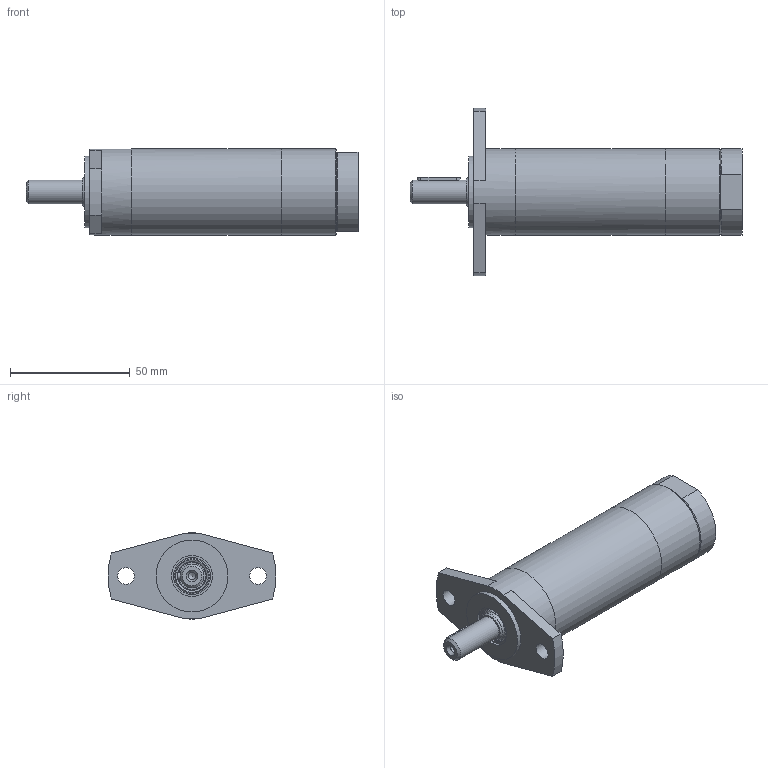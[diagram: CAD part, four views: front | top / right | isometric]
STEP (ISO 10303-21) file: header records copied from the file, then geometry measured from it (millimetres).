
FILE_DESCRIPTION(/* description */ (''),/* implementation_level */ '2;1');
FILE_NAME(/* name */ 'MUD 16-6500 F55_60030287.stp',/* time_stamp */ '2018-11-12T10:35:26+01:00',/* author */ ('flambert'),/* organization */ (''),/* preprocessor_version */ 'ST-DEVELOPER v17',/* originating_system */ 'Autodesk Inventor 2018',/* authorisation */ '');
FILE_SCHEMA (('AUTOMOTIVE_DESIGN { 1 0 10303 214 3 1 1 }'));
Length unit declared in the file: millimetre
Products named in the file (1): MUD 16-6500 F55_60030287
Bounding box: 138.5 x 70 x 36 mm (x, y, z)
Volume: 118798.2 mm3; surface area: 19223.9 mm2
Topology: 1 solids, 1 shells, 123 faces, 323 edges, 217 vertices
Faces by surface type: plane 82, cylinder 20, cone 13, bspline 7, torus 1
Full cylindrical faces by diameter (mm): 3.242 x1, 7 x2, 8.566 x2, 10 x1, 11.445 x1, 11.95 x1, 15.5 x1, 17 x1, 30 x1, 36 x3
Entity records: 4085 total; most frequent: CARTESIAN_POINT 820, ORIENTED_EDGE 644, DIRECTION 611, EDGE_CURVE 322, LINE 223, VECTOR 223, VERTEX_POINT 217, AXIS2_PLACEMENT_3D 194
